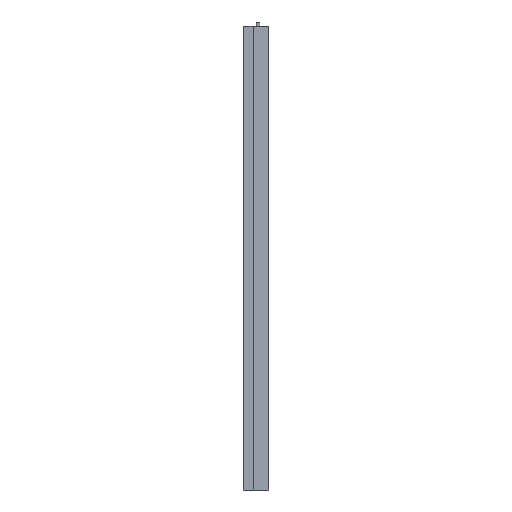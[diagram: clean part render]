
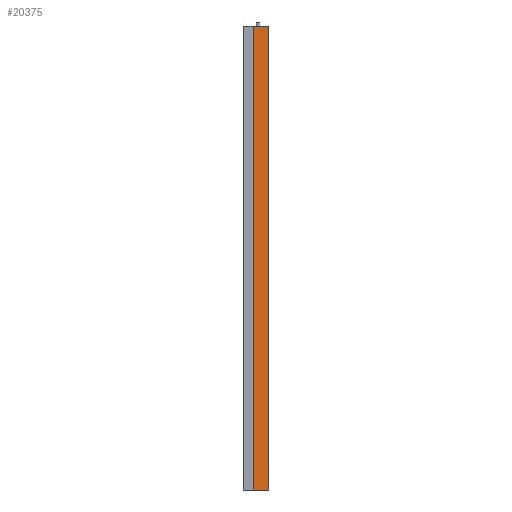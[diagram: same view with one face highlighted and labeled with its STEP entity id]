
A CAD part, left-side view. The second image highlights one B-rep face of the part: STEP entity #20375.
In plain terms, the highlighted face is planar.
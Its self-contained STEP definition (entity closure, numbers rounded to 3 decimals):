
#1213 = LINE ( 'NONE', #27561, #13976 ) ;
#2142 = CARTESIAN_POINT ( 'NONE',  ( 6.75, 27.938, -417. ) ) ;
#3950 = DIRECTION ( 'NONE',  ( 0., 0., -1. ) ) ;
#4339 = ORIENTED_EDGE ( 'NONE', *, *, #12963, .T. ) ;
#5269 = VERTEX_POINT ( 'NONE', #36917 ) ;
#5924 = LINE ( 'NONE', #14802, #8599 ) ;
#6127 = VERTEX_POINT ( 'NONE', #2142 ) ;
#6280 = VERTEX_POINT ( 'NONE', #13345 ) ;
#6766 = CARTESIAN_POINT ( 'NONE',  ( 6.75, 0.3, 417. ) ) ;
#8138 = DIRECTION ( 'NONE',  ( -1., 0., 0. ) ) ;
#8599 = VECTOR ( 'NONE', #25939, 1000. ) ;
#8684 = ORIENTED_EDGE ( 'NONE', *, *, #20708, .T. ) ;
#9206 = VECTOR ( 'NONE', #3950, 1000. ) ;
#9988 = LINE ( 'NONE', #6766, #9206 ) ;
#12187 = AXIS2_PLACEMENT_3D ( 'NONE', #22470, #8138, #22839 ) ;
#12879 = DIRECTION ( 'NONE',  ( 0., 0., 1. ) ) ;
#12963 = EDGE_CURVE ( 'NONE', #6280, #33271, #9988, .T. ) ;
#13345 = CARTESIAN_POINT ( 'NONE',  ( 6.75, 0.3, 417. ) ) ;
#13976 = VECTOR ( 'NONE', #12879, 1000. ) ;
#14802 = CARTESIAN_POINT ( 'NONE',  ( 6.75, 0., 417. ) ) ;
#14918 = EDGE_CURVE ( 'NONE', #6127, #5269, #1213, .T. ) ;
#15853 = EDGE_CURVE ( 'NONE', #6280, #5269, #5924, .T. ) ;
#16143 = CARTESIAN_POINT ( 'NONE',  ( 6.75, 0.3, -417. ) ) ;
#19421 = EDGE_LOOP ( 'NONE', ( #26712, #4339, #8684, #29009 ) ) ;
#19771 = DIRECTION ( 'NONE',  ( 0., 1., 0. ) ) ;
#20013 = PLANE ( 'NONE',  #12187 ) ;
#20375 = ADVANCED_FACE ( 'NONE', ( #31334 ), #20013, .F. ) ;
#20708 = EDGE_CURVE ( 'NONE', #33271, #6127, #22608, .T. ) ;
#22470 = CARTESIAN_POINT ( 'NONE',  ( 6.75, 0., 417. ) ) ;
#22608 = LINE ( 'NONE', #33731, #37057 ) ;
#22839 = DIRECTION ( 'NONE',  ( 0., -1., 0. ) ) ;
#25939 = DIRECTION ( 'NONE',  ( 0., 1., 0. ) ) ;
#26712 = ORIENTED_EDGE ( 'NONE', *, *, #15853, .F. ) ;
#27561 = CARTESIAN_POINT ( 'NONE',  ( 6.75, 27.938, 417. ) ) ;
#29009 = ORIENTED_EDGE ( 'NONE', *, *, #14918, .T. ) ;
#31334 = FACE_OUTER_BOUND ( 'NONE', #19421, .T. ) ;
#33271 = VERTEX_POINT ( 'NONE', #16143 ) ;
#33731 = CARTESIAN_POINT ( 'NONE',  ( 6.75, 0., -417. ) ) ;
#36917 = CARTESIAN_POINT ( 'NONE',  ( 6.75, 27.938, 417. ) ) ;
#37057 = VECTOR ( 'NONE', #19771, 1000. ) ;
